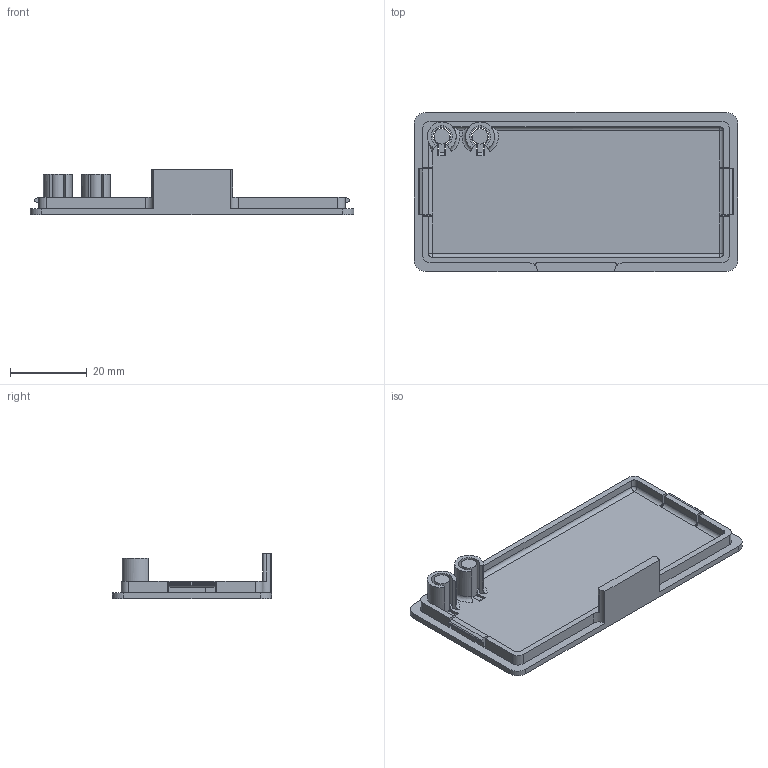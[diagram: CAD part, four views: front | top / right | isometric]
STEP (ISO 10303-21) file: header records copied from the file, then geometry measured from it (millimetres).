
FILE_DESCRIPTION(('none'),'2;1');
FILE_NAME('Smart-Plant Enclosure Bottom.stp','none',('none'),('none'),'none','none','none');
FILE_SCHEMA(('CONFIG_CONTROL_DESIGN'));
Length unit declared in the file: millimetre
Products named in the file (1): Smart Plant Enclosure Bottom
Bounding box: 84.5 x 41.5 x 11.75 mm (x, y, z)
Volume: 7282.8 mm3; surface area: 9868.4 mm2
Topology: 1 solids, 1 shells, 126 faces, 355 edges, 231 vertices
Faces by surface type: plane 71, cylinder 48, torus 4, sphere 3
Entity records: 3889 total; most frequent: CARTESIAN_POINT 747, ORIENTED_EDGE 704, DIRECTION 531, EDGE_CURVE 352, VECTOR 235, LINE 235, VERTEX_POINT 231, AXIS2_PLACEMENT_3D 203
